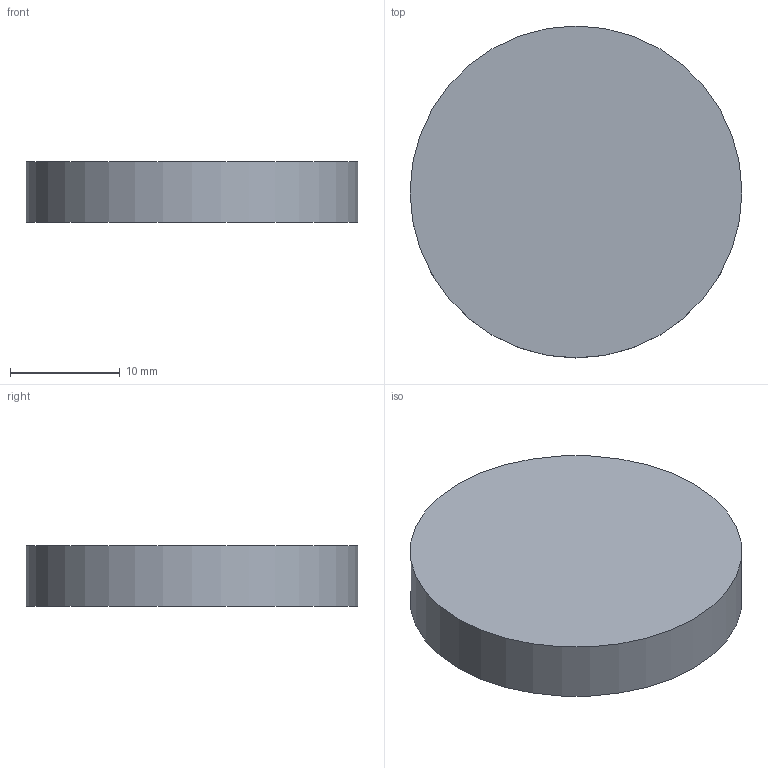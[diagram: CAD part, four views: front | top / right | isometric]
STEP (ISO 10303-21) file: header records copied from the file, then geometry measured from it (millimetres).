
FILE_DESCRIPTION(('FreeCAD Model'),'2;1');
FILE_NAME('Open CASCADE Shape Model','2025-02-10T14:47:34',(''),(''), 'Open CASCADE STEP processor 7.7','FreeCAD','Unknown');
FILE_SCHEMA(('AUTOMOTIVE_DESIGN { 1 0 10303 214 1 1 1 1 }'));
Length unit declared in the file: millimetre
Products named in the file (2): speaker; Body
Assembly tree (1 placements, depth 2):
  speaker
    Body
Bounding box: 30.3 x 30.3 x 5.5 mm (x, y, z)
Volume: 3965.9 mm3; surface area: 1965.7 mm2
Topology: 1 solids, 1 shells, 3 faces, 3 edges, 2 vertices
Faces by surface type: plane 2, cylinder 1
Full cylindrical faces by diameter (mm): 30.3 x1
Entity records: 99 total; most frequent: DIRECTION 15, CARTESIAN_POINT 10, AXIS2_PLACEMENT_3D 7, ORIENTED_EDGE 6, PRODUCT_DEFINITION_SHAPE 3, ADVANCED_FACE 3, FACE_BOUND 3, EDGE_LOOP 3
